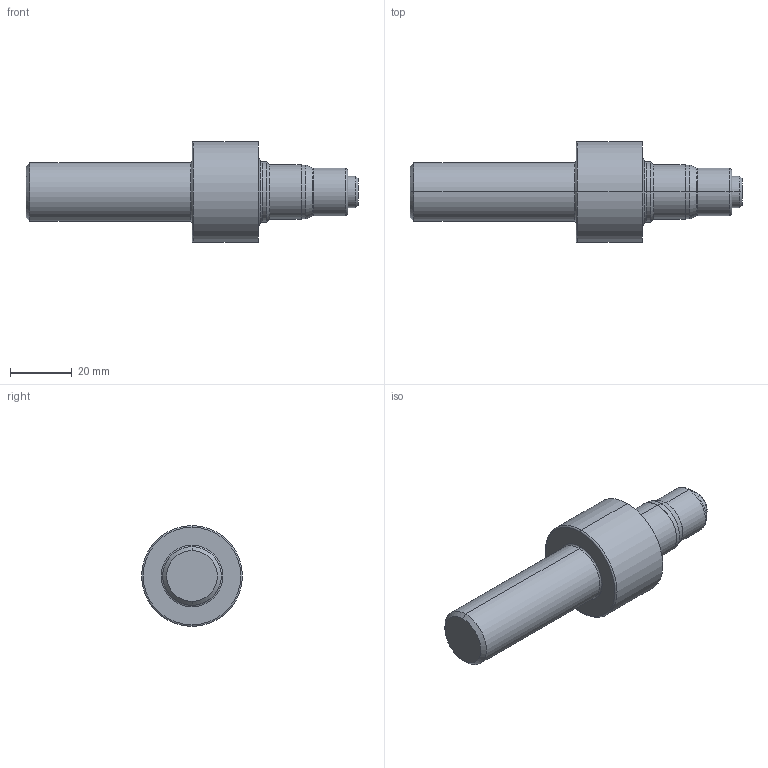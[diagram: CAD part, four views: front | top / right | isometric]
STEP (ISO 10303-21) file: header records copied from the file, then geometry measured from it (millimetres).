
FILE_DESCRIPTION (( 'STEP AP214' ), '1' );
FILE_NAME ('BACD2036-8.STEP', '2019-03-29T19:37:23', ( '' ), ( '' ), 'SwSTEP 2.0', 'SolidWorks 2018', '' );
FILE_SCHEMA (( 'AUTOMOTIVE_DESIGN' ));
Length unit declared in the file: inch
Products named in the file (1): BACD2036-8
Bounding box: 107.95 x 32.77 x 32.77 mm (x, y, z)
Volume: 40404.9 mm3; surface area: 8555.9 mm2
Topology: 1 solids, 1 shells, 41 faces, 80 edges, 44 vertices
Faces by surface type: cylinder 14, cone 12, torus 10, plane 5
Entity records: 1084 total; most frequent: DIRECTION 218, CARTESIAN_POINT 166, ORIENTED_EDGE 160, AXIS2_PLACEMENT_3D 96, EDGE_CURVE 80, CIRCLE 54, EDGE_LOOP 44, VERTEX_POINT 44
